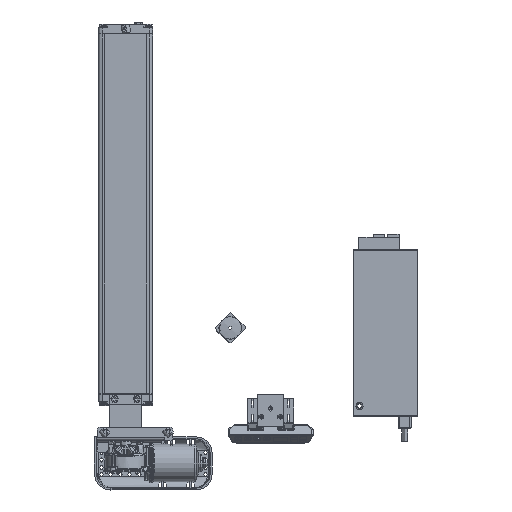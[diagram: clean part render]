
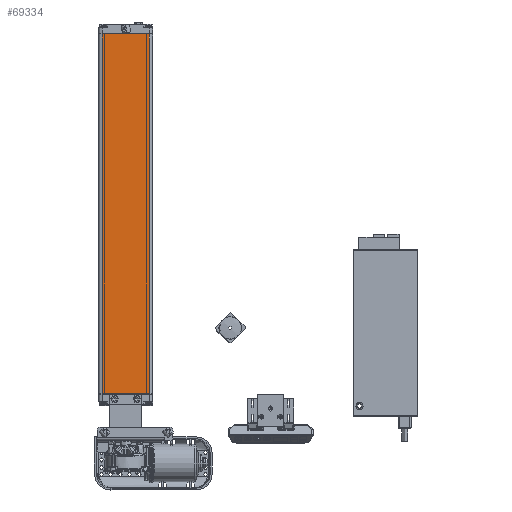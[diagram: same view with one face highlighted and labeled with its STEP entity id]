
A CAD part, top view. The second image highlights one B-rep face of the part: STEP entity #69334.
In plain terms, the highlighted planar face has unit normal (0, 0, 1).
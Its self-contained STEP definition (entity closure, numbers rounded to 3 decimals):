
#13091=FACE_OUTER_BOUND('',#17145,.T.);
#17145=EDGE_LOOP('',(#47268,#47269,#47270,#47271));
#21608=LINE('',#101271,#25729);
#21609=LINE('',#101273,#25730);
#21610=LINE('',#101275,#25731);
#21611=LINE('',#101276,#25732);
#25729=VECTOR('',#82061,569.5);
#25730=VECTOR('',#82062,75.);
#25731=VECTOR('',#82063,569.5);
#25732=VECTOR('',#82064,75.);
#29868=VERTEX_POINT('',#101269);
#29869=VERTEX_POINT('',#101270);
#29870=VERTEX_POINT('',#101272);
#29871=VERTEX_POINT('',#101274);
#36640=EDGE_CURVE('',#29868,#29869,#21608,.F.);
#36641=EDGE_CURVE('',#29870,#29868,#21609,.T.);
#36642=EDGE_CURVE('',#29871,#29870,#21610,.T.);
#36643=EDGE_CURVE('',#29869,#29871,#21611,.F.);
#47268=ORIENTED_EDGE('',*,*,#36640,.F.);
#47269=ORIENTED_EDGE('',*,*,#36641,.F.);
#47270=ORIENTED_EDGE('',*,*,#36642,.F.);
#47271=ORIENTED_EDGE('',*,*,#36643,.F.);
#68183=PLANE('',#74276);
#69334=ADVANCED_FACE('',(#13091),#68183,.T.);
#74276=AXIS2_PLACEMENT_3D('',#101268,#82059,#82060);
#82059=DIRECTION('center_axis',(0.,0.,1.));
#82060=DIRECTION('ref_axis',(1.,0.,0.));
#82061=DIRECTION('',(0.,-1.,0.));
#82062=DIRECTION('',(-1.,0.,0.));
#82063=DIRECTION('',(0.,-1.,0.));
#82064=DIRECTION('',(-1.,0.,0.));
#101268=CARTESIAN_POINT('Origin',(42.5,570.5,17.5));
#101269=CARTESIAN_POINT('',(-37.5,0.5,17.5));
#101270=CARTESIAN_POINT('',(-37.5,570.,17.5));
#101271=CARTESIAN_POINT('',(-37.5,570.,17.5));
#101272=CARTESIAN_POINT('',(37.5,0.5,17.5));
#101273=CARTESIAN_POINT('',(37.5,0.5,17.5));
#101274=CARTESIAN_POINT('',(37.5,570.,17.5));
#101275=CARTESIAN_POINT('',(37.5,570.,17.5));
#101276=CARTESIAN_POINT('',(37.5,570.,17.5));
